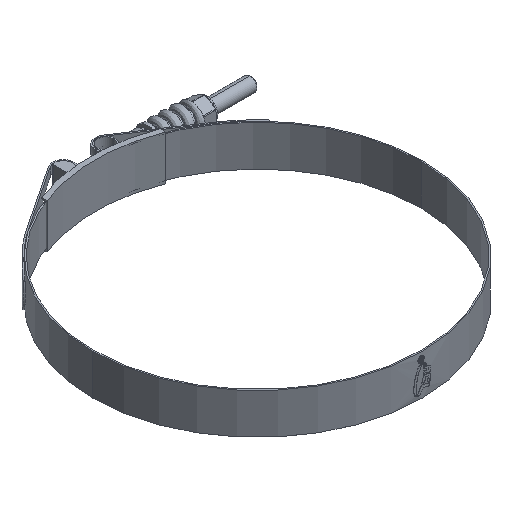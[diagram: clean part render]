
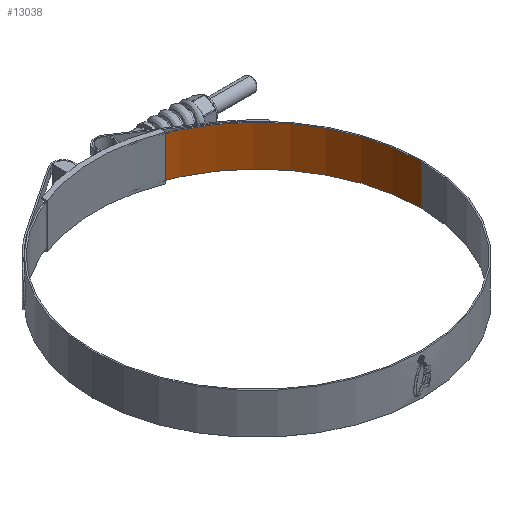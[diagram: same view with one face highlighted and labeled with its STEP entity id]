
A CAD part, isometric view. The second image highlights one B-rep face of the part: STEP entity #13038.
In plain terms, the highlighted cylindrical face has radius 77 mm (diameter 154 mm), a partial arc.
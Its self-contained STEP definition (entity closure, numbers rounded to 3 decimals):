
#460 = DIRECTION ( 'NONE',  ( 0., 0., -1. ) ) ;
#465 = EDGE_CURVE ( 'NONE', #4874, #14276, #16467, .T. ) ;
#1792 = CIRCLE ( 'NONE', #3687, 77. ) ;
#2201 = AXIS2_PLACEMENT_3D ( 'NONE', #10263, #3749, #3926 ) ;
#2351 = DIRECTION ( 'NONE',  ( 0., 0., -1. ) ) ;
#2597 = DIRECTION ( 'NONE',  ( 0., 0., -1. ) ) ;
#2865 = ORIENTED_EDGE ( 'NONE', *, *, #465, .F. ) ;
#3687 = AXIS2_PLACEMENT_3D ( 'NONE', #9951, #2351, #12553 ) ;
#3689 = CARTESIAN_POINT ( 'NONE',  ( 77., 0., 9.55 ) ) ;
#3749 = DIRECTION ( 'NONE',  ( 0., 0., -1. ) ) ;
#3752 = VERTEX_POINT ( 'NONE', #7382 ) ;
#3926 = DIRECTION ( 'NONE',  ( -1., 0., 0. ) ) ;
#4874 = VERTEX_POINT ( 'NONE', #10374 ) ;
#5046 = ORIENTED_EDGE ( 'NONE', *, *, #14129, .T. ) ;
#5170 = VECTOR ( 'NONE', #15375, 1000. ) ;
#5602 = DIRECTION ( 'NONE',  ( -1., 0., 0. ) ) ;
#6227 = EDGE_LOOP ( 'NONE', ( #2865, #14460, #13766, #5046 ) ) ;
#7382 = CARTESIAN_POINT ( 'NONE',  ( 9.39, 76.425, 9.55 ) ) ;
#7979 = EDGE_CURVE ( 'NONE', #3752, #14481, #11706, .T. ) ;
#9187 = CARTESIAN_POINT ( 'NONE',  ( 9.39, 76.425, 9.55 ) ) ;
#9951 = CARTESIAN_POINT ( 'NONE',  ( 0., 0., 9.55 ) ) ;
#10098 = CYLINDRICAL_SURFACE ( 'NONE', #2201, 77. ) ;
#10263 = CARTESIAN_POINT ( 'NONE',  ( 0., 0., 9.55 ) ) ;
#10374 = CARTESIAN_POINT ( 'NONE',  ( 77., 0., 9.55 ) ) ;
#11093 = CARTESIAN_POINT ( 'NONE',  ( 77., 0., -9.55 ) ) ;
#11706 = LINE ( 'NONE', #9187, #5170 ) ;
#11941 = CARTESIAN_POINT ( 'NONE',  ( 0., 0., -9.55 ) ) ;
#12149 = CARTESIAN_POINT ( 'NONE',  ( 9.39, 76.425, -9.55 ) ) ;
#12553 = DIRECTION ( 'NONE',  ( -1., 0., 0. ) ) ;
#13028 = AXIS2_PLACEMENT_3D ( 'NONE', #11941, #460, #5602 ) ;
#13038 = ADVANCED_FACE ( 'NONE', ( #13640 ), #10098, .F. ) ;
#13553 = CIRCLE ( 'NONE', #13028, 77. ) ;
#13640 = FACE_OUTER_BOUND ( 'NONE', #6227, .T. ) ;
#13766 = ORIENTED_EDGE ( 'NONE', *, *, #7979, .T. ) ;
#14129 = EDGE_CURVE ( 'NONE', #14481, #14276, #13553, .T. ) ;
#14276 = VERTEX_POINT ( 'NONE', #11093 ) ;
#14460 = ORIENTED_EDGE ( 'NONE', *, *, #14674, .F. ) ;
#14481 = VERTEX_POINT ( 'NONE', #12149 ) ;
#14674 = EDGE_CURVE ( 'NONE', #3752, #4874, #1792, .T. ) ;
#15037 = VECTOR ( 'NONE', #2597, 1000. ) ;
#15375 = DIRECTION ( 'NONE',  ( 0., 0., -1. ) ) ;
#16467 = LINE ( 'NONE', #3689, #15037 ) ;
